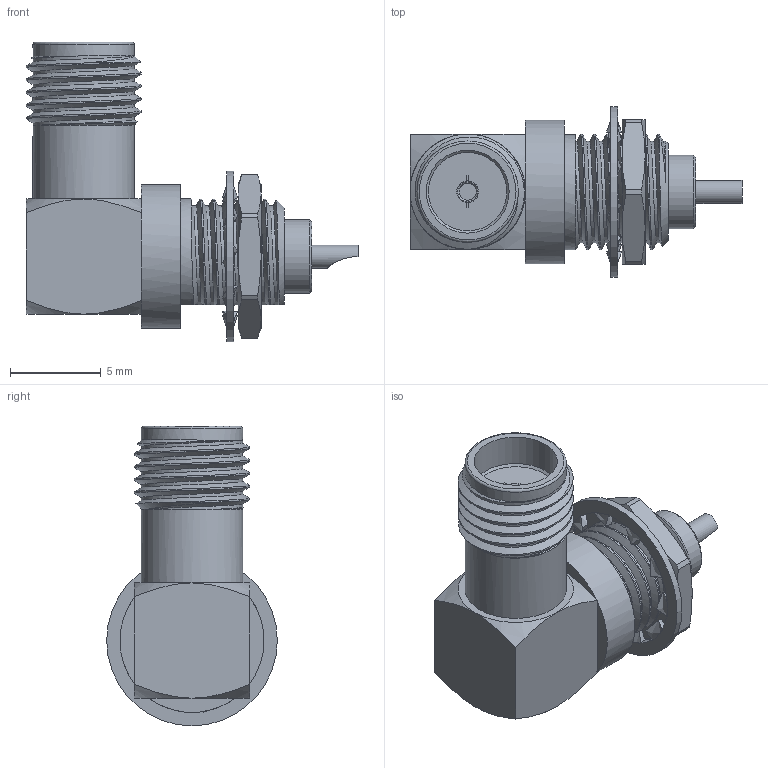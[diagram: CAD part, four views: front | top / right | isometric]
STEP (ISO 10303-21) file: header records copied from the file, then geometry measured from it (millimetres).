
FILE_DESCRIPTION (( 'STEP AP214' ), '1' );
FILE_NAME ('FMCN4373_2D.STEP', '2022-12-30T18:22:20', ( '' ), ( '' ), 'SwSTEP 2.0', 'SolidWorks 2022', '' );
FILE_SCHEMA (( 'AUTOMOTIVE_DESIGN' ));
Length unit declared in the file: inch
Products named in the file (1): FMCN4373_2D
Bounding box: 18.29 x 9.4 x 16.51 mm (x, y, z)
Volume: 767.7 mm3; surface area: 930.3 mm2
Topology: 3 solids, 3 shells, 196 faces, 553 edges, 369 vertices
Faces by surface type: bspline 71, plane 58, cylinder 37, cone 29, torus 1
Full cylindrical faces by diameter (mm): 0.864 x1, 0.94 x1, 1.194 x1, 1.27 x1, 4.064 x1, 4.572 x1, 5.582 x2, 7.925 x1, 9.398 x1
Entity records: 15644 total; most frequent: CARTESIAN_POINT 11274, ORIENTED_EDGE 1066, DIRECTION 651, EDGE_CURVE 533, VERTEX_POINT 362, AXIS2_PLACEMENT_3D 247, EDGE_LOOP 219, FACE_OUTER_BOUND 207
